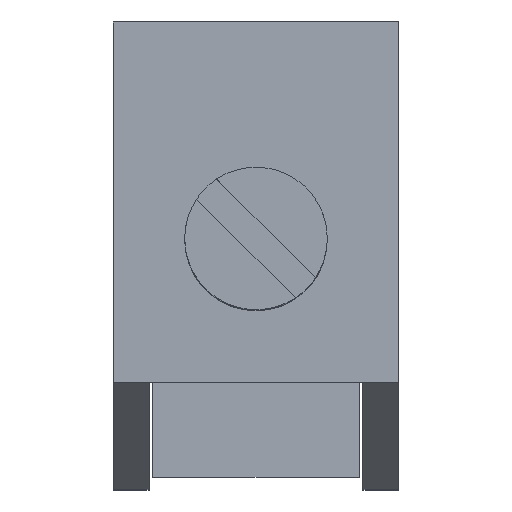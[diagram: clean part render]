
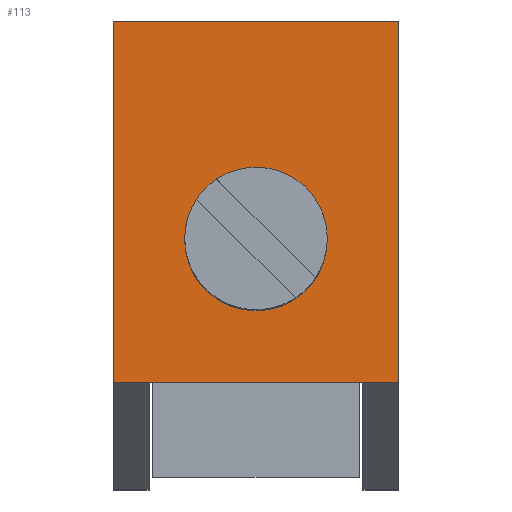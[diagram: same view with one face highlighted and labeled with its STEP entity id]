
A CAD part, top view. The second image highlights one B-rep face of the part: STEP entity #113.
In plain terms, the highlighted planar face has unit normal (0, 0, 1).
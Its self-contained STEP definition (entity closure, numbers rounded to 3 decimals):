
#113=ADVANCED_FACE('',(#250,#251),#252,.T.);
#250=FACE_OUTER_BOUND('',#407,.T.);
#251=FACE_BOUND('',#408,.T.);
#252=PLANE('',#409);
#407=EDGE_LOOP('',(#678,#679,#680,#681));
#408=EDGE_LOOP('',(#682,#683));
#409=AXIS2_PLACEMENT_3D('',#684,#685,#686);
#678=ORIENTED_EDGE('',*,*,#1030,.F.);
#679=ORIENTED_EDGE('',*,*,#1031,.T.);
#680=ORIENTED_EDGE('',*,*,#994,.F.);
#681=ORIENTED_EDGE('',*,*,#985,.T.);
#682=ORIENTED_EDGE('',*,*,#1020,.T.);
#683=ORIENTED_EDGE('',*,*,#1032,.T.);
#684=CARTESIAN_POINT('',(2.0,21.45,22.2));
#685=DIRECTION('',(0.,0.,1.0));
#686=DIRECTION('',(0.,-1.0,0.));
#985=EDGE_CURVE('',#1190,#1188,#1191,.T.);
#994=EDGE_CURVE('',#1190,#1195,#1205,.T.);
#1020=EDGE_CURVE('',#1243,#1244,#1245,.T.);
#1030=EDGE_CURVE('',#1258,#1188,#1259,.T.);
#1031=EDGE_CURVE('',#1258,#1195,#1260,.T.);
#1032=EDGE_CURVE('',#1244,#1243,#1261,.T.);
#1188=VERTEX_POINT('',#1476);
#1190=VERTEX_POINT('',#1479);
#1191=LINE('',#1480,#1481);
#1195=VERTEX_POINT('',#1487);
#1205=LINE('',#1502,#1503);
#1243=VERTEX_POINT('',#1553);
#1244=VERTEX_POINT('',#1554);
#1245=CIRCLE('',#1555,3.0);
#1258=VERTEX_POINT('',#1575);
#1259=LINE('',#1576,#1577);
#1260=LINE('',#1578,#1579);
#1261=CIRCLE('',#1580,3.0);
#1476=CARTESIAN_POINT('',(0.0,4.5,22.2));
#1479=CARTESIAN_POINT('',(0.0,19.65,22.2));
#1480=CARTESIAN_POINT('',(0.0,10.5,22.2));
#1481=VECTOR('',#1779,1.0);
#1487=CARTESIAN_POINT('',(12.0,19.65,22.2));
#1502=CARTESIAN_POINT('',(6.0,19.65,22.2));
#1503=VECTOR('',#1787,1.0);
#1553=CARTESIAN_POINT('',(6.0,7.5,22.2));
#1554=CARTESIAN_POINT('',(6.0,13.5,22.2));
#1555=AXIS2_PLACEMENT_3D('',#1818,#1819,#1820);
#1575=CARTESIAN_POINT('',(12.0,4.5,22.2));
#1576=CARTESIAN_POINT('',(6.0,4.5,22.2));
#1577=VECTOR('',#1828,1.0);
#1578=CARTESIAN_POINT('',(12.0,10.5,22.2));
#1579=VECTOR('',#1829,1.0);
#1580=AXIS2_PLACEMENT_3D('',#1830,#1831,#1832);
#1779=DIRECTION('',(0.,-1.0,0.));
#1787=DIRECTION('',(1.0,0.,0.));
#1818=CARTESIAN_POINT('',(6.0,10.5,22.2));
#1819=DIRECTION('',(0.,0.,-1.0));
#1820=DIRECTION('',(0.,1.0,0.));
#1828=DIRECTION('',(-1.0,0.,0.));
#1829=DIRECTION('',(0.,1.0,0.));
#1830=CARTESIAN_POINT('',(6.0,10.5,22.2));
#1831=DIRECTION('',(0.,0.,-1.0));
#1832=DIRECTION('',(0.,1.0,0.));
